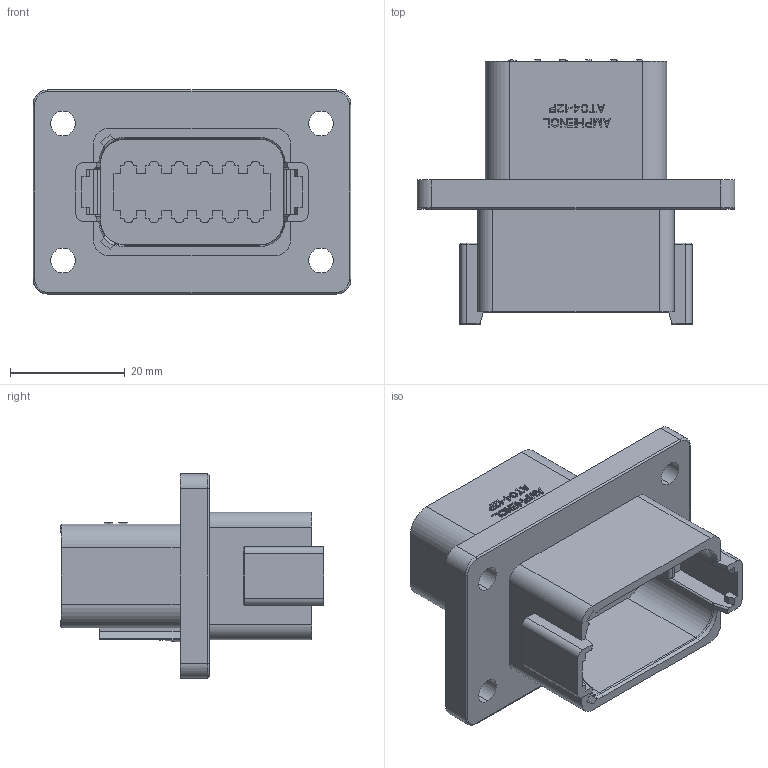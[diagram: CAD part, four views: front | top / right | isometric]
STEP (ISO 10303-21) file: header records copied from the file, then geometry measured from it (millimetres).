
FILE_DESCRIPTION((''),'2;1');
FILE_NAME('PL000229-B','2018-11-01T',('Administrator'),(''),'PRO/ENGINEER BY PARAMETRIC TECHNOLOGY CORPORATION, 2016360','PRO/ENGINEER BY PARAMETRIC TECHNOLOGY CORPORATION, 2016360','');
FILE_SCHEMA(('CONFIG_CONTROL_DESIGN'));
Length unit declared in the file: millimetre
Products named in the file (1): PL000229-B
Bounding box: 55.4 x 46 x 35.56 mm (x, y, z)
Volume: 24531 mm3; surface area: 11574.7 mm2
Topology: 1 solids, 3 shells, 1427 faces, 3937 edges, 2602 vertices
Faces by surface type: plane 1116, cylinder 125, extrusion 119, torus 48, bspline 12, cone 7
Entity records: 45948 total; most frequent: CARTESIAN_POINT 9858, ORIENTED_EDGE 7874, DIRECTION 6646, EDGE_CURVE 3937, VECTOR 3420, LINE 3301, VERTEX_POINT 2602, AXIS2_PLACEMENT_3D 1613
